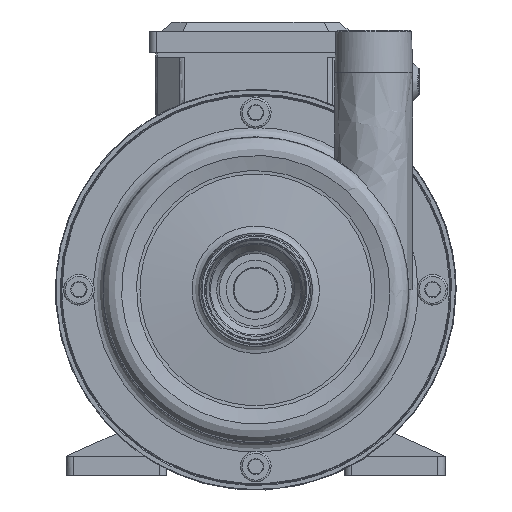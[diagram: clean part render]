
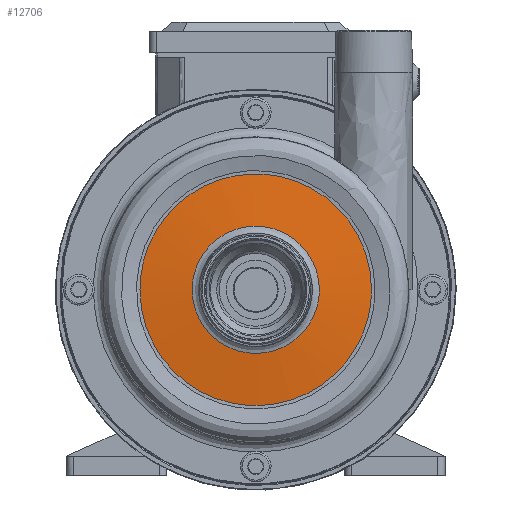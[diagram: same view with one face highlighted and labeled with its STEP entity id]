
A CAD part, front view. The second image highlights one B-rep face of the part: STEP entity #12706.
In plain terms, the highlighted free-form (B-spline) face has degree [2, 1] with [9, 2] control points.
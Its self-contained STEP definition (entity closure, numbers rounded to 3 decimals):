
#12652 = VERTEX_POINT('',#12653);
#12653 = CARTESIAN_POINT('',(29.663,-337.446,
    0.));
#12659 = EDGE_CURVE('',#12660,#12652,#12662,.T.);
#12660 = VERTEX_POINT('',#12661);
#12661 = CARTESIAN_POINT('',(-29.663,-337.446,
    0.));
#12662 = ( BOUNDED_CURVE() B_SPLINE_CURVE(2,(#12663,#12664,#12665,#12666
,#12667),.UNSPECIFIED.,.F.,.F.) B_SPLINE_CURVE_WITH_KNOTS((3,2,3),(0.,
1.571,3.142),.PIECEWISE_BEZIER_KNOTS.) CURVE() 
GEOMETRIC_REPRESENTATION_ITEM() RATIONAL_B_SPLINE_CURVE((1.,
0.707,1.,0.707,1.)) REPRESENTATION_ITEM('') );
#12663 = CARTESIAN_POINT('',(-29.663,-337.446,
    0.));
#12664 = CARTESIAN_POINT('',(-29.663,-337.446,
    -29.663));
#12665 = CARTESIAN_POINT('',(0.,-337.446,
    -29.663));
#12666 = CARTESIAN_POINT('',(29.663,-337.446,
    -29.663));
#12667 = CARTESIAN_POINT('',(29.663,-337.446,
    0.));
#12669 = EDGE_CURVE('',#12652,#12660,#12670,.T.);
#12670 = ( BOUNDED_CURVE() B_SPLINE_CURVE(2,(#12671,#12672,#12673,#12674
,#12675),.UNSPECIFIED.,.F.,.F.) B_SPLINE_CURVE_WITH_KNOTS((3,2,3),(
    3.142,4.712,6.283),
.PIECEWISE_BEZIER_KNOTS.) CURVE() GEOMETRIC_REPRESENTATION_ITEM() 
RATIONAL_B_SPLINE_CURVE((1.,0.707,1.,0.707,1.)) 
REPRESENTATION_ITEM('') );
#12671 = CARTESIAN_POINT('',(29.663,-337.446,
    0.));
#12672 = CARTESIAN_POINT('',(29.663,-337.446,
    29.663));
#12673 = CARTESIAN_POINT('',(0.,-337.446,
    29.663));
#12674 = CARTESIAN_POINT('',(-29.663,-337.446,
    29.663));
#12675 = CARTESIAN_POINT('',(-29.663,-337.446,
    0.));
#12706 = ADVANCED_FACE('',(#12707),#12737,.T.);
#12707 = FACE_BOUND('',#12708,.T.);
#12708 = EDGE_LOOP('',(#12709,#12721,#12729,#12734,#12735,#12736));
#12709 = ORIENTED_EDGE('',*,*,#12710,.T.);
#12710 = EDGE_CURVE('',#12711,#12713,#12715,.T.);
#12711 = VERTEX_POINT('',#12712);
#12712 = CARTESIAN_POINT('',(-53.986,-334.889,
    0.));
#12713 = VERTEX_POINT('',#12714);
#12714 = CARTESIAN_POINT('',(53.986,-334.889,
    0.));
#12715 = ( BOUNDED_CURVE() B_SPLINE_CURVE(2,(#12716,#12717,#12718,#12719
,#12720),.UNSPECIFIED.,.F.,.F.) B_SPLINE_CURVE_WITH_KNOTS((3,2,3),(0.,
1.571,3.142),.PIECEWISE_BEZIER_KNOTS.) CURVE() 
GEOMETRIC_REPRESENTATION_ITEM() RATIONAL_B_SPLINE_CURVE((1.,
0.707,1.,0.707,1.)) REPRESENTATION_ITEM('') );
#12716 = CARTESIAN_POINT('',(-53.986,-334.889,
    0.));
#12717 = CARTESIAN_POINT('',(-53.986,-334.889,
    -53.986));
#12718 = CARTESIAN_POINT('',(0.,-334.889,
    -53.986));
#12719 = CARTESIAN_POINT('',(53.986,-334.889,
    -53.986));
#12720 = CARTESIAN_POINT('',(53.986,-334.889,
    0.));
#12721 = ORIENTED_EDGE('',*,*,#12722,.T.);
#12722 = EDGE_CURVE('',#12713,#12711,#12723,.T.);
#12723 = ( BOUNDED_CURVE() B_SPLINE_CURVE(2,(#12724,#12725,#12726,#12727
,#12728),.UNSPECIFIED.,.F.,.F.) B_SPLINE_CURVE_WITH_KNOTS((3,2,3),(
    3.142,4.712,6.283),
.PIECEWISE_BEZIER_KNOTS.) CURVE() GEOMETRIC_REPRESENTATION_ITEM() 
RATIONAL_B_SPLINE_CURVE((1.,0.707,1.,0.707,1.)) 
REPRESENTATION_ITEM('') );
#12724 = CARTESIAN_POINT('',(53.986,-334.889,
    0.));
#12725 = CARTESIAN_POINT('',(53.986,-334.889,
    53.986));
#12726 = CARTESIAN_POINT('',(0.,-334.889,
    53.986));
#12727 = CARTESIAN_POINT('',(-53.986,-334.889,
    53.986));
#12728 = CARTESIAN_POINT('',(-53.986,-334.889,
    0.));
#12729 = ORIENTED_EDGE('',*,*,#12730,.T.);
#12730 = EDGE_CURVE('',#12711,#12660,#12731,.T.);
#12731 = B_SPLINE_CURVE_WITH_KNOTS('',1,(#12732,#12733),.UNSPECIFIED.,
  .F.,.F.,(2,2),(0.,22.247),
  .PIECEWISE_BEZIER_KNOTS.);
#12732 = CARTESIAN_POINT('',(-53.986,-334.889,
    0.));
#12733 = CARTESIAN_POINT('',(-29.663,-337.446,
    0.));
#12734 = ORIENTED_EDGE('',*,*,#12669,.F.);
#12735 = ORIENTED_EDGE('',*,*,#12659,.F.);
#12736 = ORIENTED_EDGE('',*,*,#12730,.F.);
#12737 = ( BOUNDED_SURFACE() B_SPLINE_SURFACE(2,1,(
    (#12738,#12739)
    ,(#12740,#12741)
    ,(#12742,#12743)
    ,(#12744,#12745)
    ,(#12746,#12747)
    ,(#12748,#12749)
    ,(#12750,#12751)
    ,(#12752,#12753)
    ,(#12754,#12755
)),.UNSPECIFIED.,.T.,.F.,.F.) B_SPLINE_SURFACE_WITH_KNOTS((3,2,2,2,3),(2
    ,2),(3.142,4.189,6.283,8.378,
    9.425),(-22.247,0.),.UNSPECIFIED.) 
GEOMETRIC_REPRESENTATION_ITEM() RATIONAL_B_SPLINE_SURFACE((
    (0.75,0.75)
    ,(0.75,0.75)
    ,(1.,1.)
    ,(0.5,0.5)
    ,(1.,1.)
    ,(0.5,0.5)
    ,(1.,1.)
    ,(0.75,0.75)
,(0.75,0.75))) REPRESENTATION_ITEM('') SURFACE() );
#12738 = CARTESIAN_POINT('',(-29.663,-337.446,
    0.));
#12739 = CARTESIAN_POINT('',(-53.986,-334.889,
    0.));
#12740 = CARTESIAN_POINT('',(-29.663,-337.446,
    17.126));
#12741 = CARTESIAN_POINT('',(-53.986,-334.889,
    31.169));
#12742 = CARTESIAN_POINT('',(-14.831,-337.446,
    25.689));
#12743 = CARTESIAN_POINT('',(-26.993,-334.889,
    46.753));
#12744 = CARTESIAN_POINT('',(29.663,-337.446,
    51.378));
#12745 = CARTESIAN_POINT('',(53.986,-334.889,
    93.507));
#12746 = CARTESIAN_POINT('',(29.663,-337.446,
    0.));
#12747 = CARTESIAN_POINT('',(53.986,-334.889,
    0.));
#12748 = CARTESIAN_POINT('',(29.663,-337.446,
    -51.378));
#12749 = CARTESIAN_POINT('',(53.986,-334.889,
    -93.507));
#12750 = CARTESIAN_POINT('',(-14.831,-337.446,
    -25.689));
#12751 = CARTESIAN_POINT('',(-26.993,-334.889,
    -46.753));
#12752 = CARTESIAN_POINT('',(-29.663,-337.446,
    -17.126));
#12753 = CARTESIAN_POINT('',(-53.986,-334.889,
    -31.169));
#12754 = CARTESIAN_POINT('',(-29.663,-337.446,
    0.));
#12755 = CARTESIAN_POINT('',(-53.986,-334.889,
    0.));
